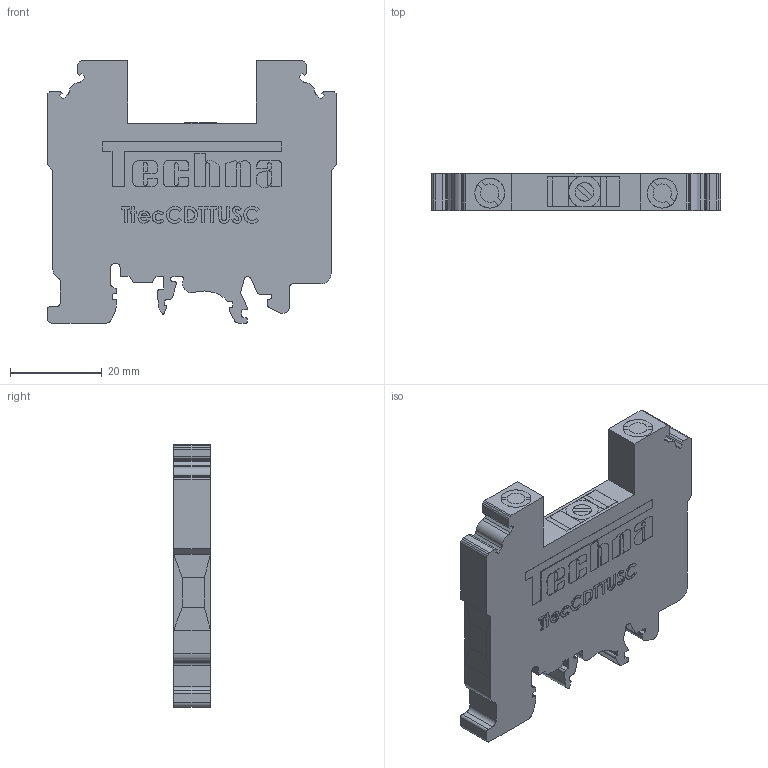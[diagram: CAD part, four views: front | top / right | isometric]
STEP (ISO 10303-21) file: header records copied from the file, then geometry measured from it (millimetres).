
FILE_DESCRIPTION (( 'STEP AP214' ), '1' );
FILE_NAME ('TtecCDTTUSC.STEP', '2020-06-17T12:44:05', ( '' ), ( '' ), 'SwSTEP 2.0', 'SolidWorks 2020', '' );
FILE_SCHEMA (( 'AUTOMOTIVE_DESIGN' ));
Length unit declared in the file: millimetre
Products named in the file (1): TtecCDTTUSC
Bounding box: 63 x 8 x 57 mm (x, y, z)
Volume: 21502.5 mm3; surface area: 8164.8 mm2
Topology: 1 solids, 1 shells, 769 faces, 2132 edges, 1411 vertices
Faces by surface type: plane 444, cylinder 213, bspline 112
Entity records: 36732 total; most frequent: CARTESIAN_POINT 11561, ORIENTED_EDGE 4264, DIRECTION 3663, EDGE_CURVE 2132, VECTOR 1469, LINE 1469, VERTEX_POINT 1411, AXIS2_PLACEMENT_3D 1097
